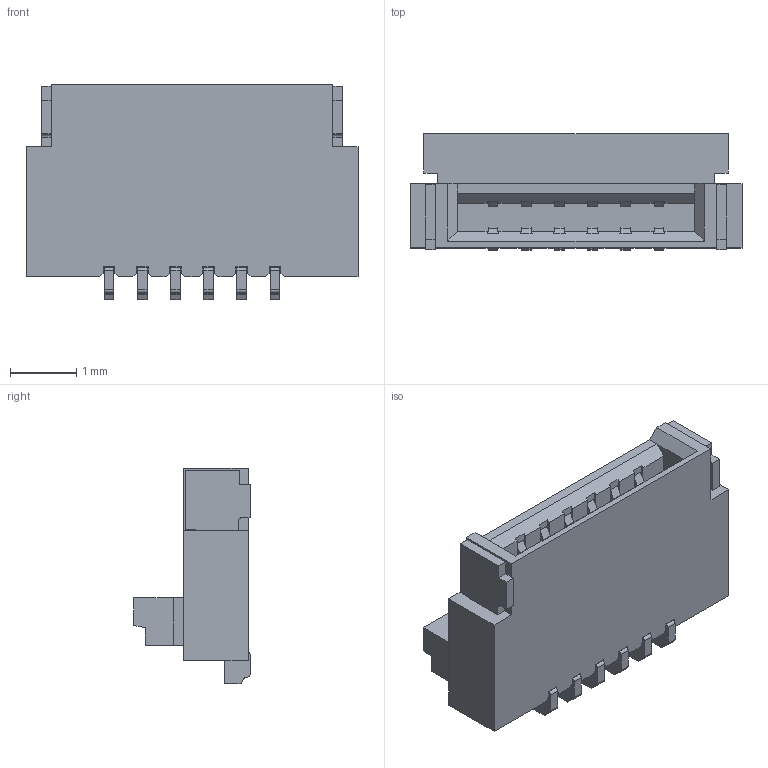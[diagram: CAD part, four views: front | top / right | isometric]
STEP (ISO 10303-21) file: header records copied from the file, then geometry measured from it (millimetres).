
FILE_DESCRIPTION(/* description */ ('STEP AP203'),/* implementation_level */ '2;1');
FILE_NAME(/* name */ 'FFC2B28-06-G',/* time_stamp */ '2023-10-18T19:21:42+02:00',/* author */ ('License CC BY-ND 4.0'),/* organization */ ('CADENAS'),/* preprocessor_version */ 'ST-DEVELOPER v19.3',/* originating_system */ 'PARTsolutions',/* authorisation */ ' ');
FILE_SCHEMA (('CONFIG_CONTROL_DESIGN'));
Length unit declared in the file: millimetre
Products named in the file (6): FFC2B28-06-G; FFC2B28_SP; FFC2B28-06-G_C; FFC2B28-G_P; FFC2B28-06-G_H; FFC2B28-06-G_D
Assembly tree (11 placements, depth 2):
  FFC2B28-06-G
    FFC2B28_SP  x2
    FFC2B28-06-G_C
    FFC2B28-G_P  x6
    FFC2B28-06-G_H
    FFC2B28-06-G_D
Bounding box: 5 x 1.75 x 3.25 mm (x, y, z)
Volume: 12.4 mm3; surface area: 104.8 mm2
Topology: 10 solids, 10 shells, 467 faces, 1337 edges, 875 vertices
Faces by surface type: plane 402, cylinder 65
Entity records: 9426 total; most frequent: CARTESIAN_POINT 1473, ORIENTED_EDGE 1468, DIRECTION 1302, EDGE_CURVE 734, LINE 698, VECTOR 698, VERTEX_POINT 472, AXIS2_PLACEMENT_3D 302
